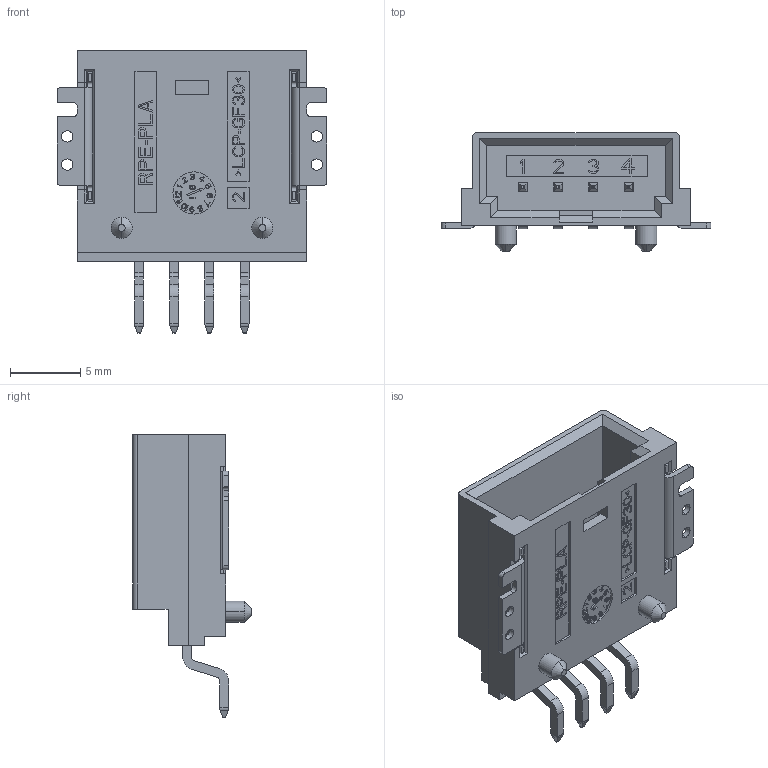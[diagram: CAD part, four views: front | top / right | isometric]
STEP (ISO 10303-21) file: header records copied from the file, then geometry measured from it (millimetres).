
FILE_DESCRIPTION((''),'2;1');
FILE_NAME('JHFBA004KA00_ASM','2018-11-15T',('PLASZ-AUTO-PROJ10'),(''),'PRO/ENGINEER BY PARAMETRIC TECHNOLOGY CORPORATION, 2008380','PRO/ENGINEER BY PARAMETRIC TECHNOLOGY CORPORATION, 2008380','');
FILE_SCHEMA(('CONFIG_CONTROL_DESIGN'));
Length unit declared in the file: millimetre
Products named in the file (12): PRT0107; PRT0108; ASM0040_ASM_ASM; ASM0039_ASM_ASM; ASM0038_ASM_ASM; PRT0109; ASM0037_ASM_ASM; PRT0110; ASM0036_ASM_ASM; ASM0035_ASM_ASM; ASM0034_ASM_ASM; JHFBA004KA00_ASM
Assembly tree (14 placements, depth 9):
  JHFBA004KA00_ASM
    ASM0034_ASM_ASM
      ASM0035_ASM_ASM
        ASM0036_ASM_ASM
          ASM0037_ASM_ASM
            ASM0038_ASM_ASM
              ASM0039_ASM_ASM
                ASM0040_ASM_ASM
                  PRT0107  x4
                  PRT0108
            PRT0109
          PRT0110
Bounding box: 19.18 x 8.4 x 20.1 mm (x, y, z)
Volume: 755.7 mm3; surface area: 1731.2 mm2
Topology: 7 solids, 7 shells, 1908 faces, 5300 edges, 3480 vertices
Faces by surface type: plane 1780, cylinder 120, extrusion 4, cone 4
Entity records: 52977 total; most frequent: CARTESIAN_POINT 9624, ORIENTED_EDGE 9352, DIRECTION 8146, EDGE_CURVE 4676, VECTOR 4544, LINE 4540, VERTEX_POINT 3096, AXIS2_PLACEMENT_3D 1801
